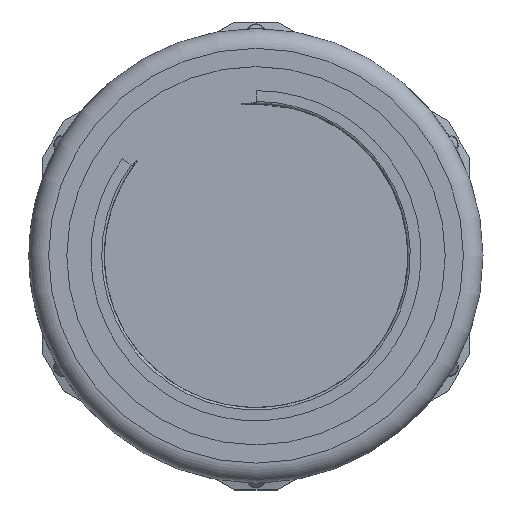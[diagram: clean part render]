
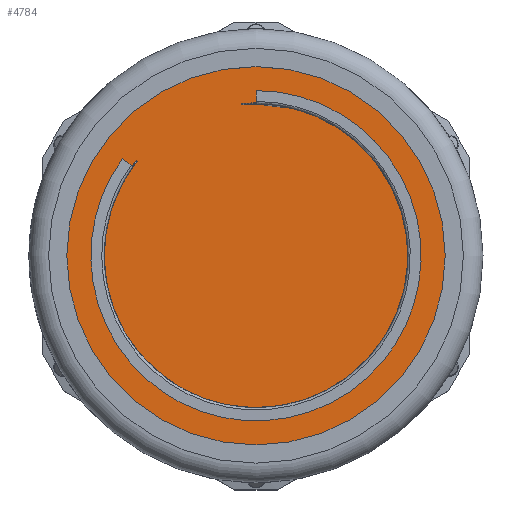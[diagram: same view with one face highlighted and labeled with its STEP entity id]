
A CAD part, top view. The second image highlights one B-rep face of the part: STEP entity #4784.
In plain terms, the highlighted planar face has unit normal (0, 0, 1).
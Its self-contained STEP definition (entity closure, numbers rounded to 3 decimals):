
#137=PLANE('',#5107);
#283=CIRCLE('',#5089,38.5);
#284=CIRCLE('',#5090,38.5);
#285=CIRCLE('',#5092,31.1);
#286=CIRCLE('',#5095,30.9);
#317=FACE_BOUND('',#939,.T.);
#647=FACE_OUTER_BOUND('',#938,.T.);
#938=EDGE_LOOP('',(#4397,#4398));
#939=EDGE_LOOP('',(#4399,#4400,#4401,#4402));
#1227=LINE('',#11505,#1524);
#1236=LINE('',#11530,#1533);
#1524=VECTOR('',#5983,10.);
#1533=VECTOR('',#6008,10.);
#2239=VERTEX_POINT('',#11416);
#2240=VERTEX_POINT('',#11418);
#2241=VERTEX_POINT('',#11422);
#2242=VERTEX_POINT('',#11423);
#2247=VERTEX_POINT('',#11463);
#2248=VERTEX_POINT('',#11464);
#2942=EDGE_CURVE('',#2240,#2239,#283,.T.);
#2943=EDGE_CURVE('',#2239,#2240,#284,.T.);
#2944=EDGE_CURVE('',#2241,#2242,#285,.T.);
#2950=EDGE_CURVE('',#2247,#2248,#286,.T.);
#2957=EDGE_CURVE('',#2248,#2241,#1227,.T.);
#2970=EDGE_CURVE('',#2242,#2247,#1236,.T.);
#4397=ORIENTED_EDGE('',*,*,#2942,.T.);
#4398=ORIENTED_EDGE('',*,*,#2943,.T.);
#4399=ORIENTED_EDGE('',*,*,#2957,.F.);
#4400=ORIENTED_EDGE('',*,*,#2950,.F.);
#4401=ORIENTED_EDGE('',*,*,#2970,.F.);
#4402=ORIENTED_EDGE('',*,*,#2944,.F.);
#4784=ADVANCED_FACE('',(#647,#317),#137,.T.);
#5089=AXIS2_PLACEMENT_3D('',#11419,#5962,#5963);
#5090=AXIS2_PLACEMENT_3D('',#11420,#5964,#5965);
#5092=AXIS2_PLACEMENT_3D('',#11424,#5968,#5969);
#5095=AXIS2_PLACEMENT_3D('',#11465,#5975,#5976);
#5107=AXIS2_PLACEMENT_3D('',#11862,#6011,#6012);
#5962=DIRECTION('center_axis',(0.,0.,1.));
#5963=DIRECTION('ref_axis',(1.,0.,0.));
#5964=DIRECTION('center_axis',(0.,0.,1.));
#5965=DIRECTION('ref_axis',(1.,0.,0.));
#5968=DIRECTION('center_axis',(0.,0.,1.));
#5969=DIRECTION('ref_axis',(-1.,0.,0.));
#5975=DIRECTION('center_axis',(0.,0.,-1.));
#5976=DIRECTION('ref_axis',(-1.,0.,0.));
#5983=DIRECTION('',(-0.809,0.588,0.));
#6008=DIRECTION('',(0.,-1.,0.));
#6011=DIRECTION('center_axis',(0.,0.,1.));
#6012=DIRECTION('ref_axis',(1.,0.,0.));
#11416=CARTESIAN_POINT('',(-38.5,0.,0.));
#11418=CARTESIAN_POINT('',(38.5,0.,0.));
#11419=CARTESIAN_POINT('Origin',(0.,0.,0.));
#11420=CARTESIAN_POINT('Origin',(0.,0.,0.));
#11422=CARTESIAN_POINT('',(-24.374,19.316,0.));
#11423=CARTESIAN_POINT('',(-3.,30.955,0.));
#11424=CARTESIAN_POINT('Origin',(0.,0.,0.));
#11463=CARTESIAN_POINT('',(-3.,30.754,0.));
#11464=CARTESIAN_POINT('',(-24.212,19.198,0.));
#11465=CARTESIAN_POINT('Origin',(0.,0.,0.));
#11505=CARTESIAN_POINT('',(-11.899,10.252,0.));
#11530=CARTESIAN_POINT('',(-3.,15.652,0.));
#11862=CARTESIAN_POINT('Origin',(0.,0.,0.));
